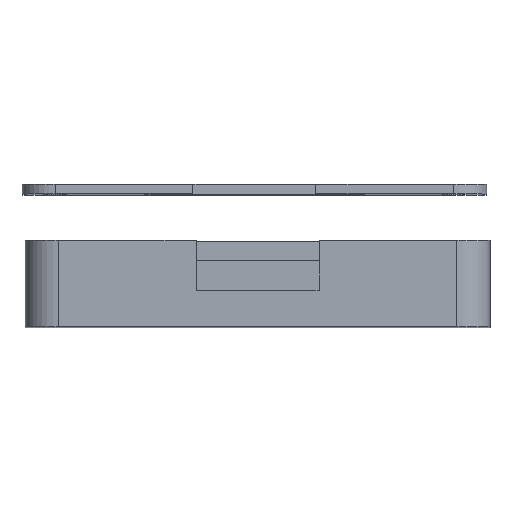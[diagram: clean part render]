
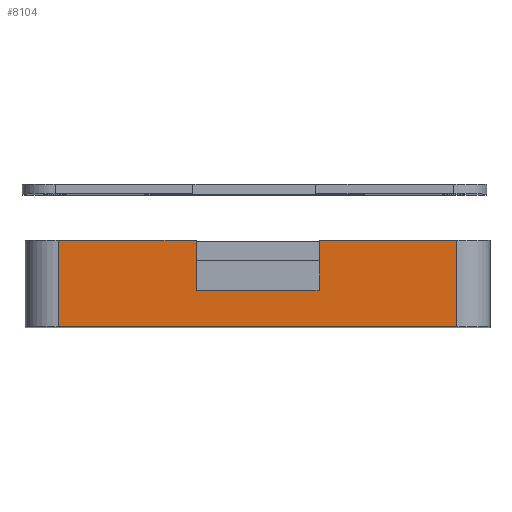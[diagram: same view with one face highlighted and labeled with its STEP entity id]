
A CAD part, top view. The second image highlights one B-rep face of the part: STEP entity #8104.
In plain terms, the highlighted planar face has unit normal (0, 0, 1).
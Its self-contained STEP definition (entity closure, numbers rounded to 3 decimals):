
#313=PLANE('',#8358);
#711=FACE_OUTER_BOUND('',#1175,.T.);
#1175=EDGE_LOOP('',(#7061,#7062,#7063,#7064,#7065,#7066,#7067,#7068));
#1775=LINE('',#15705,#2435);
#1782=LINE('',#15743,#2442);
#1790=LINE('',#15759,#2450);
#1794=LINE('',#15776,#2454);
#1796=LINE('',#15780,#2456);
#1797=LINE('',#15782,#2457);
#1798=LINE('',#15783,#2458);
#1799=LINE('',#15784,#2459);
#2435=VECTOR('',#9211,10.);
#2442=VECTOR('',#9252,10.);
#2450=VECTOR('',#9260,10.);
#2454=VECTOR('',#9280,10.);
#2456=VECTOR('',#9284,10.);
#2457=VECTOR('',#9285,10.);
#2458=VECTOR('',#9286,10.);
#2459=VECTOR('',#9287,10.);
#3721=VERTEX_POINT('',#15702);
#3722=VERTEX_POINT('',#15704);
#3735=VERTEX_POINT('',#15740);
#3736=VERTEX_POINT('',#15742);
#3743=VERTEX_POINT('',#15756);
#3744=VERTEX_POINT('',#15758);
#3750=VERTEX_POINT('',#15779);
#3751=VERTEX_POINT('',#15781);
#4849=EDGE_CURVE('',#3722,#3721,#1775,.T.);
#4865=EDGE_CURVE('',#3735,#3736,#1782,.T.);
#4873=EDGE_CURVE('',#3743,#3744,#1790,.T.);
#4882=EDGE_CURVE('',#3744,#3721,#1794,.T.);
#4884=EDGE_CURVE('',#3743,#3750,#1796,.T.);
#4885=EDGE_CURVE('',#3750,#3751,#1797,.T.);
#4886=EDGE_CURVE('',#3751,#3736,#1798,.T.);
#4887=EDGE_CURVE('',#3722,#3735,#1799,.T.);
#7061=ORIENTED_EDGE('',*,*,#4882,.F.);
#7062=ORIENTED_EDGE('',*,*,#4873,.F.);
#7063=ORIENTED_EDGE('',*,*,#4884,.T.);
#7064=ORIENTED_EDGE('',*,*,#4885,.T.);
#7065=ORIENTED_EDGE('',*,*,#4886,.T.);
#7066=ORIENTED_EDGE('',*,*,#4865,.F.);
#7067=ORIENTED_EDGE('',*,*,#4887,.F.);
#7068=ORIENTED_EDGE('',*,*,#4849,.T.);
#8104=ADVANCED_FACE('',(#711),#313,.T.);
#8358=AXIS2_PLACEMENT_3D('',#15778,#9282,#9283);
#9211=DIRECTION('',(1.,0.,0.));
#9252=DIRECTION('',(1.,0.,0.));
#9260=DIRECTION('',(1.,0.,0.));
#9280=DIRECTION('',(0.,-1.,0.));
#9282=DIRECTION('center_axis',(0.,0.,1.));
#9283=DIRECTION('ref_axis',(1.,0.,0.));
#9284=DIRECTION('',(0.,-1.,0.));
#9285=DIRECTION('',(-1.,0.,0.));
#9286=DIRECTION('',(0.,1.,0.));
#9287=DIRECTION('',(0.,1.,0.));
#15702=CARTESIAN_POINT('',(55.,0.,10.));
#15704=CARTESIAN_POINT('',(-5.,0.,10.));
#15705=CARTESIAN_POINT('',(-10.,0.,10.));
#15740=CARTESIAN_POINT('',(-5.,13.,10.));
#15742=CARTESIAN_POINT('',(15.75,13.,10.));
#15743=CARTESIAN_POINT('',(-10.,13.,10.));
#15756=CARTESIAN_POINT('',(34.25,13.,10.));
#15758=CARTESIAN_POINT('',(55.,13.,10.));
#15759=CARTESIAN_POINT('',(-10.,13.,10.));
#15776=CARTESIAN_POINT('',(55.,0.,10.));
#15778=CARTESIAN_POINT('Origin',(-10.,0.,10.));
#15779=CARTESIAN_POINT('',(34.25,5.5,10.));
#15780=CARTESIAN_POINT('',(34.25,6.5,10.));
#15781=CARTESIAN_POINT('',(15.75,5.5,10.));
#15782=CARTESIAN_POINT('',(7.5,5.5,10.));
#15783=CARTESIAN_POINT('',(15.75,6.5,10.));
#15784=CARTESIAN_POINT('',(-5.,0.,10.));
